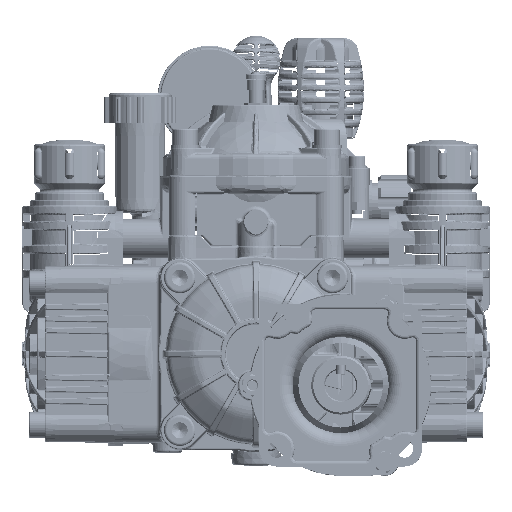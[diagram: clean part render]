
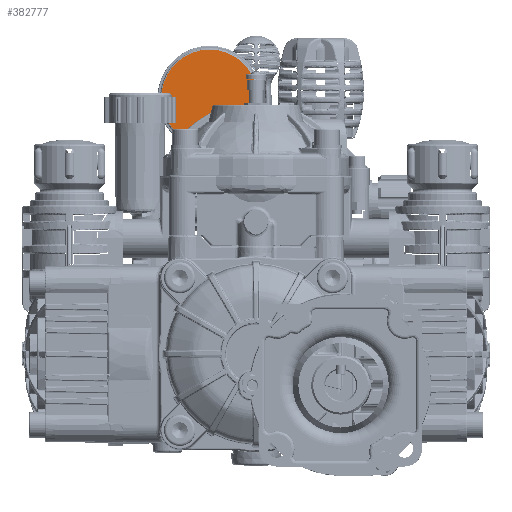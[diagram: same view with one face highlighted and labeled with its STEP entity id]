
A CAD part, top view. The second image highlights one B-rep face of the part: STEP entity #382777.
In plain terms, the highlighted planar face has unit normal (0, 0, 1).
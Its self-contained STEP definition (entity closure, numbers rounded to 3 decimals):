
#28221 = AXIS2_PLACEMENT_3D ( 'NONE', #355731, #79670, #202654 ) ;
#41743 = CARTESIAN_POINT ( 'NONE',  ( -23.663, 182.121, -60.512 ) ) ;
#79670 = DIRECTION ( 'NONE',  ( 0., 0., 1. ) ) ;
#85438 = EDGE_LOOP ( 'NONE', ( #221001, #111482 ) ) ;
#88189 = DIRECTION ( 'NONE',  ( 0., 0., 1. ) ) ;
#91504 = VERTEX_POINT ( 'NONE', #157406 ) ;
#111482 = ORIENTED_EDGE ( 'NONE', *, *, #353079, .T. ) ;
#118454 = FACE_OUTER_BOUND ( 'NONE', #85438, .T. ) ;
#151195 = AXIS2_PLACEMENT_3D ( 'NONE', #41743, #164736, #287643 ) ;
#157406 = CARTESIAN_POINT ( 'NONE',  ( -2.445, 194.371, -60.512 ) ) ;
#164736 = DIRECTION ( 'NONE',  ( 0., 0., 1. ) ) ;
#188334 = CARTESIAN_POINT ( 'NONE',  ( -44.881, 169.871, -60.512 ) ) ;
#202013 = CIRCLE ( 'NONE', #28221, 24.5 ) ;
#202654 = DIRECTION ( 'NONE',  ( 0.866, 0.5, 0. ) ) ;
#211130 = DIRECTION ( 'NONE',  ( 0.866, 0.5, 0. ) ) ;
#221001 = ORIENTED_EDGE ( 'NONE', *, *, #230969, .T. ) ;
#230969 = EDGE_CURVE ( 'NONE', #91504, #356822, #202013, .T. ) ;
#241348 = PLANE ( 'NONE',  #268231 ) ;
#268231 = AXIS2_PLACEMENT_3D ( 'NONE', #364241, #88189, #211130 ) ;
#287643 = DIRECTION ( 'NONE',  ( 0.866, 0.5, 0. ) ) ;
#324831 = CIRCLE ( 'NONE', #151195, 24.5 ) ;
#353079 = EDGE_CURVE ( 'NONE', #356822, #91504, #324831, .T. ) ;
#355731 = CARTESIAN_POINT ( 'NONE',  ( -23.663, 182.121, -60.512 ) ) ;
#356822 = VERTEX_POINT ( 'NONE', #188334 ) ;
#364241 = CARTESIAN_POINT ( 'NONE',  ( -23.663, 182.121, -60.512 ) ) ;
#382777 = ADVANCED_FACE ( 'NONE', ( #118454 ), #241348, .T. ) ;
